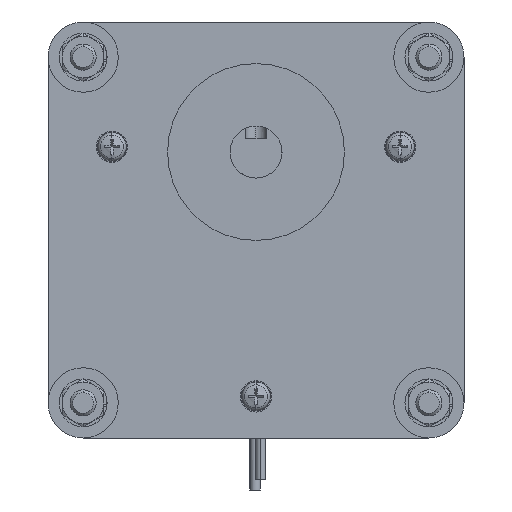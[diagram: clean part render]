
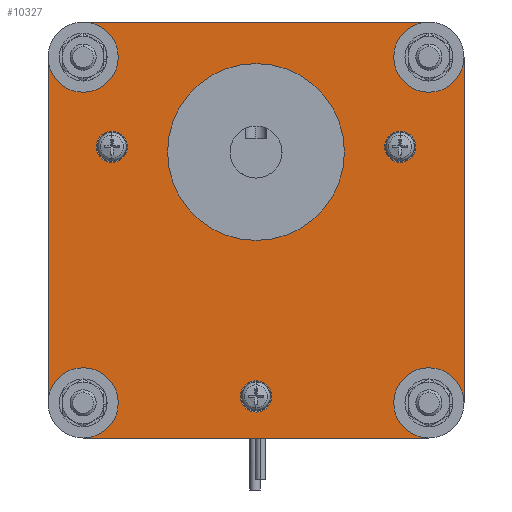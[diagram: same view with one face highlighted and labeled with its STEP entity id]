
A CAD part, left-side view. The second image highlights one B-rep face of the part: STEP entity #10327.
In plain terms, the highlighted planar face has unit normal (-1, 0, 0).
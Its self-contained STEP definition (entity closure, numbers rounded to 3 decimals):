
#9827=CARTESIAN_POINT('POINT12436',(0.5,
   25.115,-0.5));
#9828=VERTEX_POINT('VERTEX12436',#9827);
#9835=CARTESIAN_POINT('POINT12437',(0.5,
   30.311,2.5));
#9836=VERTEX_POINT('VERTEX12437',#9835);
#9837=CARTESIAN_POINT('POS17133',(0.5,
   27.713,1.));
#9838=DIRECTION('DIR26582',(1.,0.,
   0.));
#9839=DIRECTION('DIR26583',(0.,-0.866
   ,-0.5));
#9840=AXIS2_PLACEMENT_3D('AXIS9450',#9837,#9838,#9839);
#9841=CIRCLE('ELLIPSE4577',#9840,3.);
#9842=EDGE_CURVE('EDGE20389',#9836,#9828,#9841,.T.);
#9862=EDGE_CURVE('EDGE20391',#9828,#9836,#9841,.T.);
#9867=CARTESIAN_POINT('POINT12438',(0.5,
   -25.115,-0.5));
#9868=VERTEX_POINT('VERTEX12438',#9867);
#9875=CARTESIAN_POINT('POINT12439',(0.5,
   -30.311,2.5));
#9876=VERTEX_POINT('VERTEX12439',#9875);
#9877=CARTESIAN_POINT('POS17137',(0.5,
   -27.713,1.));
#9878=DIRECTION('DIR26588',(1.,0.,
   0.));
#9879=DIRECTION('DIR26589',(0.,0.866,
   -0.5));
#9880=AXIS2_PLACEMENT_3D('AXIS9452',#9877,#9878,#9879);
#9881=CIRCLE('ELLIPSE4578',#9880,3.);
#9882=EDGE_CURVE('EDGE20393',#9876,#9868,#9881,.T.);
#9902=EDGE_CURVE('EDGE20395',#9868,#9876,#9881,.T.);
#9907=CARTESIAN_POINT('POINT12440',(0.5,0.,
   -44.));
#9908=VERTEX_POINT('VERTEX12440',#9907);
#9915=CARTESIAN_POINT('POINT12441',(0.5,
   0.,-50.));
#9916=VERTEX_POINT('VERTEX12441',#9915);
#9917=CARTESIAN_POINT('POS17141',(0.5,0.,
   -47.));
#9918=DIRECTION('DIR26594',(1.,0.,0.));
#9919=DIRECTION('DIR26595',(0.,0.,1.));
#9920=AXIS2_PLACEMENT_3D('AXIS9454',#9917,#9918,#9919);
#9921=CIRCLE('ELLIPSE4579',#9920,3.);
#9922=EDGE_CURVE('EDGE20397',#9916,#9908,#9921,.T.);
#9942=EDGE_CURVE('EDGE20399',#9908,#9916,#9921,.T.);
#9948=CARTESIAN_POINT('POINT12442',(0.5,40.,
   -48.25));
#9949=VERTEX_POINT('VERTEX12442',#9948);
#9956=CARTESIAN_POINT('POINT12443',(0.5,40.,
   18.25));
#9957=VERTEX_POINT('VERTEX12443',#9956);
#9958=CARTESIAN_POINT('POS17145',(0.5,40.,
   18.25));
#9959=DIRECTION('DIR26600',(0.,0.,-1.));
#9960=VECTOR('VEC7690',#9959,1.);
#9961=LINE('STRAIGHT7690',#9958,#9960);
#9962=EDGE_CURVE('EDGE20401',#9957,#9949,#9961,.T.);
#9978=CARTESIAN_POINT('POINT12444',(0.5,33.25,
   25.));
#9979=VERTEX_POINT('VERTEX12444',#9978);
#9994=CARTESIAN_POINT('POINT12445',(0.5,33.25,
   11.5));
#9995=VERTEX_POINT('VERTEX12445',#9994);
#9996=CARTESIAN_POINT('POS17150',(0.5,33.25,
   18.25));
#9997=DIRECTION('DIR26606',(1.,0.,0.));
#9998=DIRECTION('DIR26607',(0.,0.,-1.));
#9999=AXIS2_PLACEMENT_3D('AXIS9457',#9996,#9997,#9998);
#10000=CIRCLE('ELLIPSE4580',#9999,6.75);
#10001=EDGE_CURVE('EDGE20405',#9995,#9957,#10000,.T.);
#10021=EDGE_CURVE('EDGE20407',#9979,#9995,#10000,.T.);
#10028=CARTESIAN_POINT('POINT12446',(0.5,-33.25,
   25.));
#10029=VERTEX_POINT('VERTEX12446',#10028);
#10030=CARTESIAN_POINT('POS17153',(0.5,-33.25,
   25.));
#10031=DIRECTION('DIR26611',(0.,1.,0.));
#10032=VECTOR('VEC7695',#10031,1.);
#10033=LINE('STRAIGHT7695',#10030,#10032);
#10034=EDGE_CURVE('EDGE20408',#10029,#9979,#10033,.T.);
#10050=CARTESIAN_POINT('POINT12447',(0.5,-40.,
   18.25));
#10051=VERTEX_POINT('VERTEX12447',#10050);
#10066=CARTESIAN_POINT('POINT12448',(0.5,-26.5,
   18.25));
#10067=VERTEX_POINT('VERTEX12448',#10066);
#10068=CARTESIAN_POINT('POS17158',(0.5,-33.25,
   18.25));
#10069=DIRECTION('DIR26617',(1.,0.,0.));
#10070=DIRECTION('DIR26618',(0.,0.,-1.));
#10071=AXIS2_PLACEMENT_3D('AXIS9460',#10068,#10069,#10070);
#10072=CIRCLE('ELLIPSE4581',#10071,6.75);
#10073=EDGE_CURVE('EDGE20412',#10067,#10029,#10072,.T.);
#10094=EDGE_CURVE('EDGE20414',#10051,#10067,#10072,.T.);
#10101=CARTESIAN_POINT('POINT12449',(0.5,-40.,
   -48.25));
#10102=VERTEX_POINT('VERTEX12449',#10101);
#10103=CARTESIAN_POINT('POS17161',(0.5,-40.,-15.));
#10104=DIRECTION('DIR26622',(0.,0.,1.));
#10105=VECTOR('VEC7700',#10104,1.);
#10106=LINE('STRAIGHT7700',#10103,#10105);
#10107=EDGE_CURVE('EDGE20415',#10102,#10051,#10106,.T.);
#10123=CARTESIAN_POINT('POINT12450',(0.5,-33.25,
   -55.));
#10124=VERTEX_POINT('VERTEX12450',#10123);
#10139=CARTESIAN_POINT('POINT12451',(0.5,-33.25,
   -41.5));
#10140=VERTEX_POINT('VERTEX12451',#10139);
#10141=CARTESIAN_POINT('POS17166',(0.5,-33.25,
   -48.25));
#10142=DIRECTION('DIR26628',(1.,0.,0.));
#10143=DIRECTION('DIR26629',(0.,0.,-1.));
#10144=AXIS2_PLACEMENT_3D('AXIS9463',#10141,#10142,#10143);
#10145=CIRCLE('ELLIPSE4582',#10144,6.75);
#10146=EDGE_CURVE('EDGE20419',#10140,#10102,#10145,.T.);
#10166=EDGE_CURVE('EDGE20421',#10124,#10140,#10145,.T.);
#10173=CARTESIAN_POINT('POINT12452',(0.5,33.25,
   -55.));
#10174=VERTEX_POINT('VERTEX12452',#10173);
#10175=CARTESIAN_POINT('POS17169',(0.5,33.25,
   -55.));
#10176=DIRECTION('DIR26633',(0.,-1.,0.));
#10177=VECTOR('VEC7705',#10176,1.);
#10178=LINE('STRAIGHT7705',#10175,#10177);
#10179=EDGE_CURVE('EDGE20422',#10174,#10124,#10178,.T.);
#10204=CARTESIAN_POINT('POINT12453',(0.5,26.5,
   -48.25));
#10205=VERTEX_POINT('VERTEX12453',#10204);
#10206=CARTESIAN_POINT('POS17173',(0.5,33.25,
   -48.25));
#10207=DIRECTION('DIR26638',(1.,0.,0.));
#10208=DIRECTION('DIR26639',(0.,0.,-1.));
#10209=AXIS2_PLACEMENT_3D('AXIS9466',#10206,#10207,#10208);
#10210=CIRCLE('ELLIPSE4583',#10209,6.75);
#10211=EDGE_CURVE('EDGE20425',#10205,#10174,#10210,.T.);
#10232=EDGE_CURVE('EDGE20427',#9949,#10205,#10210,.T.);
#10281=ORIENTED_EDGE('COEDGE40963',*,*,#10232,.T.);
#10282=ORIENTED_EDGE('COEDGE40964',*,*,#10211,.T.);
#10283=ORIENTED_EDGE('COEDGE40965',*,*,#10179,.T.);
#10284=ORIENTED_EDGE('COEDGE40966',*,*,#10166,.T.);
#10285=ORIENTED_EDGE('COEDGE40967',*,*,#10146,.T.);
#10286=ORIENTED_EDGE('COEDGE40968',*,*,#10107,.T.);
#10287=ORIENTED_EDGE('COEDGE40969',*,*,#10094,.T.);
#10288=ORIENTED_EDGE('COEDGE40970',*,*,#10073,.T.);
#10289=ORIENTED_EDGE('COEDGE40971',*,*,#10034,.T.);
#10290=ORIENTED_EDGE('COEDGE40972',*,*,#10021,.T.);
#10291=ORIENTED_EDGE('COEDGE40973',*,*,#10001,.T.);
#10292=ORIENTED_EDGE('COEDGE40974',*,*,#9962,.T.);
#10293=EDGE_LOOP('NONE',(#10281,#10282,#10283,#10284,#10285,#10286,
   #10287,#10288,#10289,#10290,#10291,#10292));
#10294=FACE_BOUND('LOOP1',#10293,.T.);
#10295=ORIENTED_EDGE('COEDGE40975',*,*,#9942,.T.);
#10296=ORIENTED_EDGE('COEDGE40976',*,*,#9922,.T.);
#10297=EDGE_LOOP('NONE',(#10295,#10296));
#10298=FACE_BOUND('LOOP1',#10297,.T.);
#10299=ORIENTED_EDGE('COEDGE40977',*,*,#9902,.T.);
#10300=ORIENTED_EDGE('COEDGE40978',*,*,#9882,.T.);
#10301=EDGE_LOOP('NONE',(#10299,#10300));
#10302=FACE_BOUND('LOOP1',#10301,.T.);
#10303=ORIENTED_EDGE('COEDGE40979',*,*,#9862,.T.);
#10304=ORIENTED_EDGE('COEDGE40980',*,*,#9842,.T.);
#10305=EDGE_LOOP('NONE',(#10303,#10304));
#10306=FACE_BOUND('LOOP1',#10305,.T.);
#10307=CARTESIAN_POINT('POINT12456',(0.5,0.,
   -17.));
#10308=VERTEX_POINT('VERTEX12456',#10307);
#10309=CARTESIAN_POINT('POINT12457',(0.5,
   0.,17.));
#10310=VERTEX_POINT('VERTEX12457',#10309);
#10311=CARTESIAN_POINT('POS17180',(0.5,0.,
   0.));
#10312=DIRECTION('DIR26649',(-1.,0.,0.))
   ;
#10313=DIRECTION('DIR26650',(0.,0.,1.));
#10314=AXIS2_PLACEMENT_3D('AXIS9470',#10311,#10312,#10313);
#10315=CIRCLE('ELLIPSE4585',#10314,17.);
#10316=EDGE_CURVE('EDGE20432',#10308,#10310,#10315,.T.);
#10317=ORIENTED_EDGE('COEDGE40981',*,*,#10316,.F.);
#10318=EDGE_CURVE('EDGE20433',#10310,#10308,#10315,.T.);
#10319=ORIENTED_EDGE('COEDGE40982',*,*,#10318,.F.);
#10320=EDGE_LOOP('NONE',(#10317,#10319));
#10321=FACE_BOUND('LOOP1',#10320,.T.);
#10322=CARTESIAN_POINT('POS17181',(0.5,0.,
   -15.));
#10323=DIRECTION('DIR26651',(1.,0.,0.));
#10324=DIRECTION('DIR26652',(0.,1.,0.));
#10325=AXIS2_PLACEMENT_3D('AXIS9471',#10322,#10323,#10324);
#10326=PLANE('PLANE2901',#10325);
#10327=ADVANCED_FACE('FACE8870',(#10294,#10298,#10302,#10306,#10321),
   #10326,.F.);
